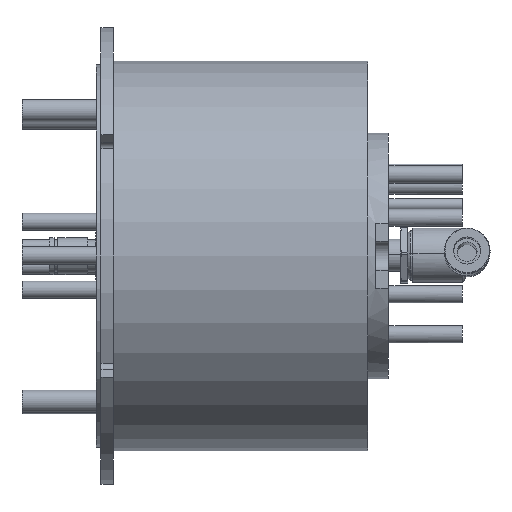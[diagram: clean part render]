
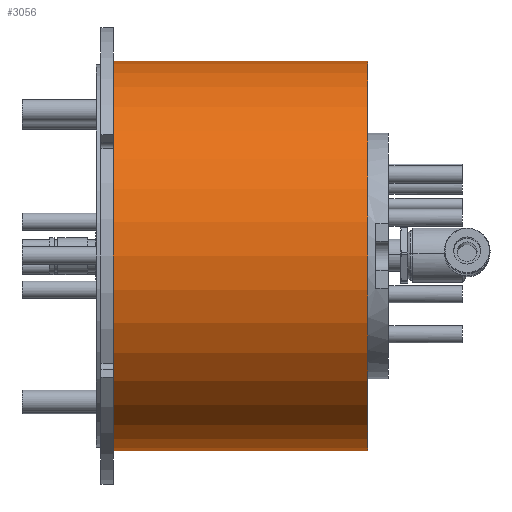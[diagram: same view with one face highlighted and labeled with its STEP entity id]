
A CAD part, front view. The second image highlights one B-rep face of the part: STEP entity #3056.
In plain terms, the highlighted cylindrical face has radius 79 mm (diameter 158 mm), a partial arc.
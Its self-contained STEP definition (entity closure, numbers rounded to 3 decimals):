
#201 = CARTESIAN_POINT ( 'NONE',  ( 110.2, 0., 0. ) ) ;
#259 = CARTESIAN_POINT ( 'NONE',  ( 0., 0., 79. ) ) ;
#1015 = CARTESIAN_POINT ( 'NONE',  ( 110.2, 0., 79. ) ) ;
#1135 = DIRECTION ( 'NONE',  ( 0., 0., 1. ) ) ;
#1169 = CARTESIAN_POINT ( 'NONE',  ( 7., 0., 79. ) ) ;
#1544 = CARTESIAN_POINT ( 'NONE',  ( 0., 0., 0. ) ) ;
#1646 = DIRECTION ( 'NONE',  ( -1., 0., 0. ) ) ;
#1768 = DIRECTION ( 'NONE',  ( 0., 0., 1. ) ) ;
#1918 = DIRECTION ( 'NONE',  ( 0., 0., 1. ) ) ;
#1961 = DIRECTION ( 'NONE',  ( 1., 0., 0. ) ) ;
#2075 = CARTESIAN_POINT ( 'NONE',  ( 7., 0., 0. ) ) ;
#2230 = ORIENTED_EDGE ( 'NONE', *, *, #6986, .T. ) ;
#2772 = VECTOR ( 'NONE', #10475, 1000. ) ;
#2965 = CYLINDRICAL_SURFACE ( 'NONE', #9518, 79. ) ;
#3056 = ADVANCED_FACE ( 'NONE', ( #3268 ), #2965, .T. ) ;
#3268 = FACE_OUTER_BOUND ( 'NONE', #8257, .T. ) ;
#3290 = ORIENTED_EDGE ( 'NONE', *, *, #9496, .F. ) ;
#4982 = VECTOR ( 'NONE', #6100, 1000. ) ;
#5295 = LINE ( 'NONE', #259, #2772 ) ;
#5705 = EDGE_CURVE ( 'NONE', #8200, #9298, #6042, .T. ) ;
#5882 = AXIS2_PLACEMENT_3D ( 'NONE', #2075, #1961, #1918 ) ;
#6042 = CIRCLE ( 'NONE', #5882, 79. ) ;
#6100 = DIRECTION ( 'NONE',  ( -1., 0., 0. ) ) ;
#6265 = CARTESIAN_POINT ( 'NONE',  ( 110.2, 0., -79. ) ) ;
#6399 = CIRCLE ( 'NONE', #8133, 79. ) ;
#6682 = VERTEX_POINT ( 'NONE', #6265 ) ;
#6777 = DIRECTION ( 'NONE',  ( -1., 0., 0. ) ) ;
#6986 = EDGE_CURVE ( 'NONE', #8671, #8200, #5295, .T. ) ;
#7048 = CARTESIAN_POINT ( 'NONE',  ( 0., 0., -79. ) ) ;
#8133 = AXIS2_PLACEMENT_3D ( 'NONE', #201, #6777, #1135 ) ;
#8200 = VERTEX_POINT ( 'NONE', #1169 ) ;
#8257 = EDGE_LOOP ( 'NONE', ( #3290, #10822, #2230, #10799 ) ) ;
#8671 = VERTEX_POINT ( 'NONE', #1015 ) ;
#9298 = VERTEX_POINT ( 'NONE', #9526 ) ;
#9496 = EDGE_CURVE ( 'NONE', #6682, #9298, #9912, .T. ) ;
#9518 = AXIS2_PLACEMENT_3D ( 'NONE', #1544, #1646, #1768 ) ;
#9526 = CARTESIAN_POINT ( 'NONE',  ( 7., 0., -79. ) ) ;
#9912 = LINE ( 'NONE', #7048, #4982 ) ;
#10475 = DIRECTION ( 'NONE',  ( -1., 0., 0. ) ) ;
#10799 = ORIENTED_EDGE ( 'NONE', *, *, #5705, .T. ) ;
#10822 = ORIENTED_EDGE ( 'NONE', *, *, #11943, .T. ) ;
#11943 = EDGE_CURVE ( 'NONE', #6682, #8671, #6399, .T. ) ;
